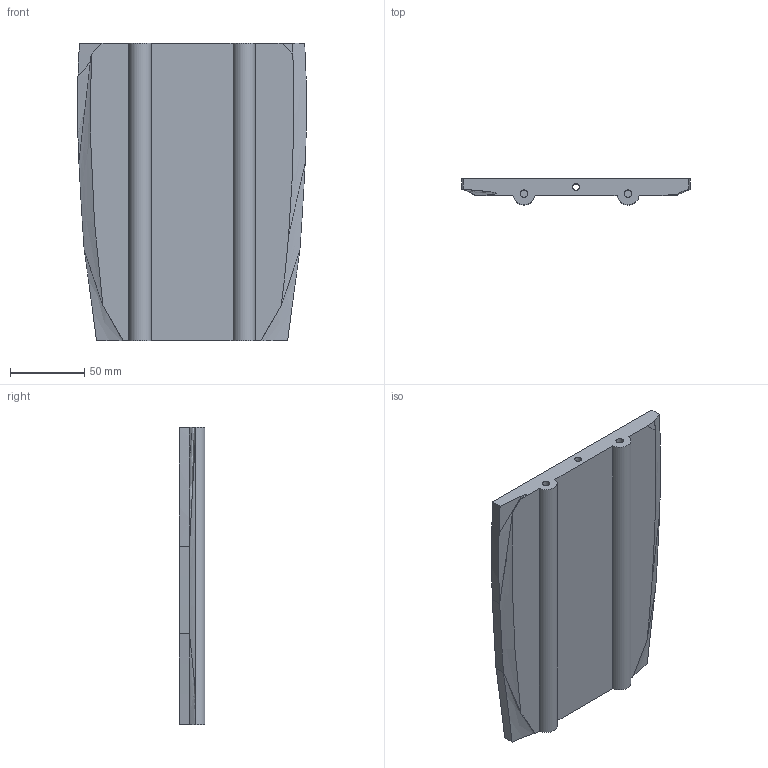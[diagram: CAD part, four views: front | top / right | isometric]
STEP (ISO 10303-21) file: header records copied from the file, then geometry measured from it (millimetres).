
FILE_DESCRIPTION(/* description */ (''),/* implementation_level */ '2;1');
FILE_NAME(/* name */ 'bridge.stp',/* time_stamp */ '2023-08-24T19:34:42-07:00',/* author */ ('devan'),/* organization */ (''),/* preprocessor_version */ 'ST-DEVELOPER v20',/* originating_system */ 'Autodesk Inventor 2024',/* authorisation */ '');
FILE_SCHEMA (('AUTOMOTIVE_DESIGN { 1 0 10303 214 3 1 1 }'));
Length unit declared in the file: millimetre
Products named in the file (1): Part1
Bounding box: 154.01 x 17.48 x 200 mm (x, y, z)
Volume: 338698.3 mm3; surface area: 72791.4 mm2
Topology: 1 solids, 1 shells, 31 faces, 71 edges, 46 vertices
Faces by surface type: cylinder 13, plane 10, bspline 8
Full cylindrical faces by diameter (mm): 4.55 x1, 5 x4
Entity records: 1074 total; most frequent: CARTESIAN_POINT 329, DIRECTION 143, ORIENTED_EDGE 142, EDGE_CURVE 71, AXIS2_PLACEMENT_3D 54, VERTEX_POINT 46, EDGE_LOOP 37, LINE 35
